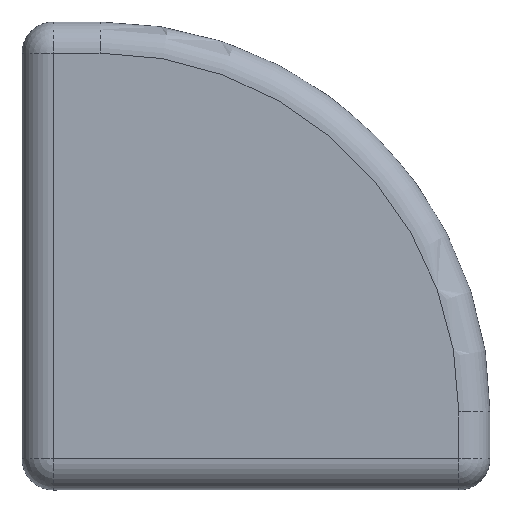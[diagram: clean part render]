
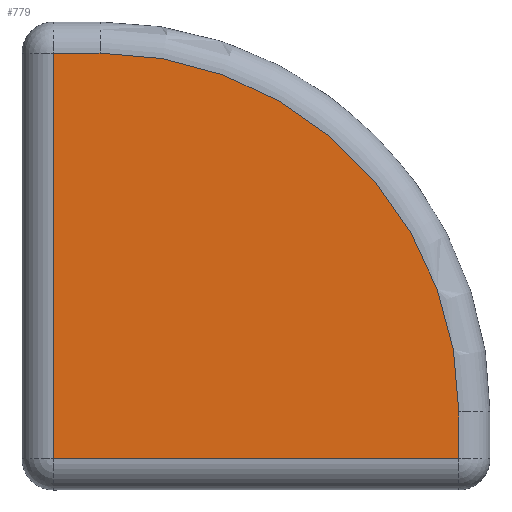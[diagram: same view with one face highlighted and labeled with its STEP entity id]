
A CAD part, top view. The second image highlights one B-rep face of the part: STEP entity #779.
In plain terms, the highlighted planar face has unit normal (0, 0, 1).
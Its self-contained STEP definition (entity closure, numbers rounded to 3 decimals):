
#423=VECTOR('',#684,1.);
#424=VECTOR('',#691,1.);
#425=VECTOR('',#692,1.);
#426=VECTOR('',#695,1.);
#443=LINE('',#842,#423);
#444=LINE('',#847,#424);
#445=LINE('',#849,#425);
#446=LINE('',#852,#426);
#491=ORIENTED_EDGE('',*,*,#583,.T.);
#492=ORIENTED_EDGE('',*,*,#586,.T.);
#493=ORIENTED_EDGE('',*,*,#587,.T.);
#494=ORIENTED_EDGE('',*,*,#588,.T.);
#495=ORIENTED_EDGE('',*,*,#589,.T.);
#531=CIRCLE('',#747,34.5);
#554=VERTEX_POINT('',#840);
#555=VERTEX_POINT('',#841);
#556=VERTEX_POINT('',#846);
#557=VERTEX_POINT('',#848);
#558=VERTEX_POINT('',#850);
#583=EDGE_CURVE('',#554,#555,#443,.T.);
#586=EDGE_CURVE('',#555,#556,#444,.T.);
#587=EDGE_CURVE('',#556,#557,#445,.T.);
#588=EDGE_CURVE('',#557,#558,#531,.T.);
#589=EDGE_CURVE('',#558,#554,#446,.T.);
#606=EDGE_LOOP('',(#491,#492,#493,#494,#495));
#624=FACE_BOUND('',#606,.T.);
#684=DIRECTION('',(0.,-39.,0.));
#689=DIRECTION('',(0.,0.,1.));
#690=DIRECTION('',(0.,-1.,0.));
#691=DIRECTION('',(39.,0.,0.));
#692=DIRECTION('',(0.,4.5,0.));
#693=DIRECTION('',(0.,0.,1.));
#694=DIRECTION('',(34.5,0.,0.));
#695=DIRECTION('',(-4.5,0.,0.));
#746=AXIS2_PLACEMENT_3D('',#845,#689,#690);
#747=AXIS2_PLACEMENT_3D('',#851,#693,#694);
#768=PLANE('',#746);
#779=ADVANCED_FACE('',(#624),#768,.T.);
#840=CARTESIAN_POINT('',(-150.375,-53.133,4.));
#841=CARTESIAN_POINT('',(-150.375,-92.133,4.));
#842=CARTESIAN_POINT('',(-150.375,-53.133,4.));
#845=CARTESIAN_POINT('',(0.,0.,4.));
#846=CARTESIAN_POINT('',(-111.375,-92.133,4.));
#847=CARTESIAN_POINT('',(-150.375,-92.133,4.));
#848=CARTESIAN_POINT('',(-111.375,-87.633,4.));
#849=CARTESIAN_POINT('',(-111.375,-92.133,4.));
#850=CARTESIAN_POINT('',(-145.875,-53.133,4.));
#851=CARTESIAN_POINT('',(-145.875,-87.633,4.));
#852=CARTESIAN_POINT('',(-145.875,-53.133,4.));
